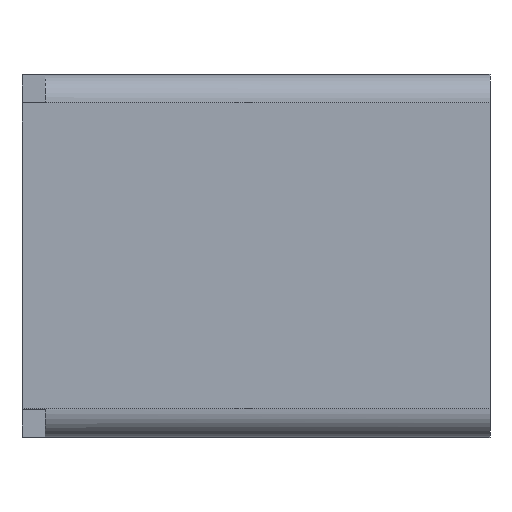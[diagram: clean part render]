
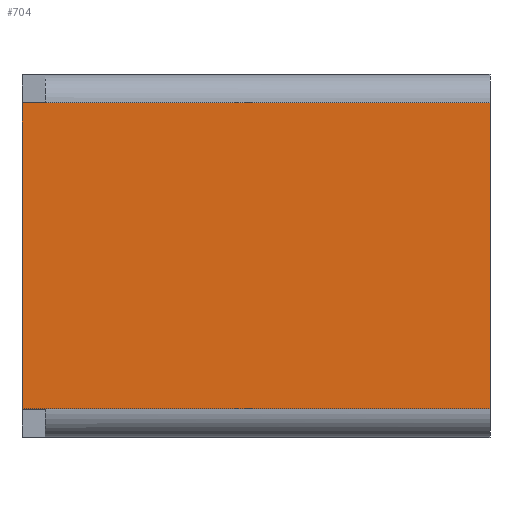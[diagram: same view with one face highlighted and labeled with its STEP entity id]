
A CAD part, top view. The second image highlights one B-rep face of the part: STEP entity #704.
In plain terms, the highlighted planar face has unit normal (0, 0, 1).
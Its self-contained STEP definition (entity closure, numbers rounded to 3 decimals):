
#73=FACE_OUTER_BOUND('',#113,.T.);
#113=EDGE_LOOP('',(#596,#597,#598,#599));
#181=LINE('',#1107,#259);
#183=LINE('',#1114,#261);
#187=LINE('',#1126,#265);
#190=LINE('',#1133,#268);
#259=VECTOR('',#910,10.);
#261=VECTOR('',#918,10.);
#265=VECTOR('',#932,10.);
#268=VECTOR('',#941,10.);
#322=VERTEX_POINT('',#1104);
#323=VERTEX_POINT('',#1106);
#325=VERTEX_POINT('',#1113);
#328=VERTEX_POINT('',#1125);
#404=EDGE_CURVE('',#322,#323,#181,.T.);
#408=EDGE_CURVE('',#325,#323,#183,.T.);
#414=EDGE_CURVE('',#325,#328,#187,.T.);
#418=EDGE_CURVE('',#322,#328,#190,.T.);
#596=ORIENTED_EDGE('',*,*,#414,.F.);
#597=ORIENTED_EDGE('',*,*,#408,.T.);
#598=ORIENTED_EDGE('',*,*,#404,.F.);
#599=ORIENTED_EDGE('',*,*,#418,.T.);
#631=PLANE('',#767);
#704=ADVANCED_FACE('',(#73),#631,.T.);
#767=AXIS2_PLACEMENT_3D('',#1136,#945,#946);
#910=DIRECTION('',(-1.,0.,0.));
#918=DIRECTION('',(0.,-1.,0.));
#932=DIRECTION('',(1.,0.,0.));
#941=DIRECTION('',(0.,1.,0.));
#945=DIRECTION('center_axis',(0.,0.,1.));
#946=DIRECTION('ref_axis',(1.,0.,0.));
#1104=CARTESIAN_POINT('',(39.624,2.413,5.994));
#1106=CARTESIAN_POINT('',(0.,2.413,5.994));
#1107=CARTESIAN_POINT('',(9.906,2.413,5.994));
#1113=CARTESIAN_POINT('',(0.,28.321,5.994));
#1114=CARTESIAN_POINT('',(0.,30.734,5.994));
#1125=CARTESIAN_POINT('',(39.624,28.321,5.994));
#1126=CARTESIAN_POINT('',(29.718,28.321,5.994));
#1133=CARTESIAN_POINT('',(39.624,0.,5.994));
#1136=CARTESIAN_POINT('Origin',(19.812,15.367,5.994));
